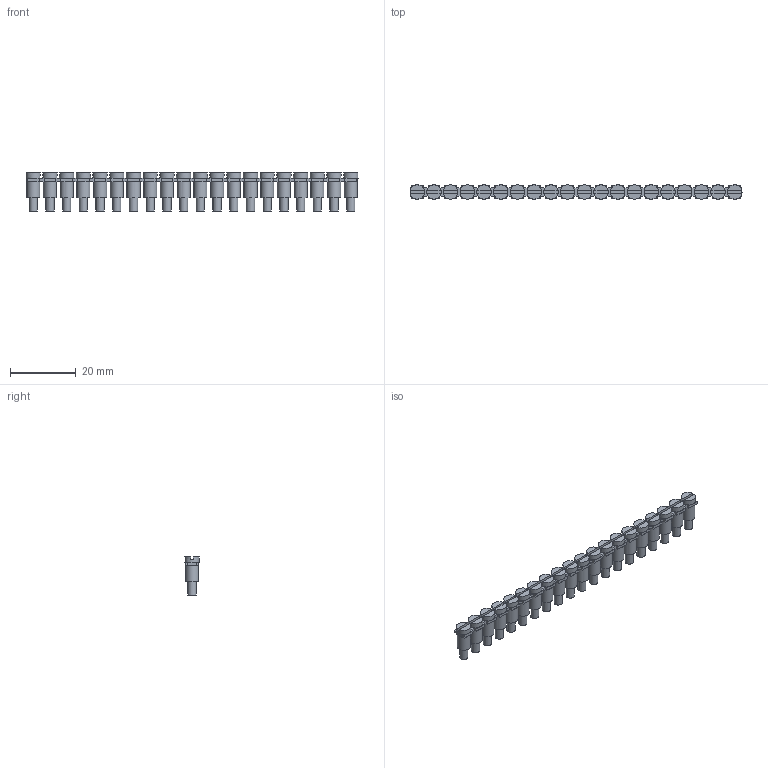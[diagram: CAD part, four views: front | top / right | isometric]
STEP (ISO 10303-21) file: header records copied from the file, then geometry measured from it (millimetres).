
FILE_DESCRIPTION(/* description */ (''),/* implementation_level */ '2;1');
FILE_NAME(/* name */ '2700.0_Q_20.stp',/* time_stamp */ '2021-03-01T16:19:41+01:00',/* author */ (''),/* organization */ (''),/* preprocessor_version */ 'ST-DEVELOPER v16.7',/* originating_system */ 'SIEMENS PLM Software NX 12.0',/* authorisation */ '');
FILE_SCHEMA (('AUTOMOTIVE_DESIGN { 1 0 10303 214 3 1 1 1 }'));
Length unit declared in the file: millimetre
Products named in the file (1): 2700.0_Q_20
Bounding box: 101.3 x 4.4 x 11.6 mm (x, y, z)
Volume: 2080.7 mm3; surface area: 6039.7 mm2
Topology: 41 solids, 41 shells, 546 faces, 1272 edges, 848 vertices
Faces by surface type: plane 406, cylinder 140
Full cylindrical faces by diameter (mm): 2.16 x20, 2.5 x20, 3 x20, 4 x20, 4.4 x20
Entity records: 15961 total; most frequent: DIRECTION 2726, CARTESIAN_POINT 2667, ORIENTED_EDGE 2544, EDGE_CURVE 1272, LINE 912, VECTOR 912, AXIS2_PLACEMENT_3D 907, VERTEX_POINT 848
